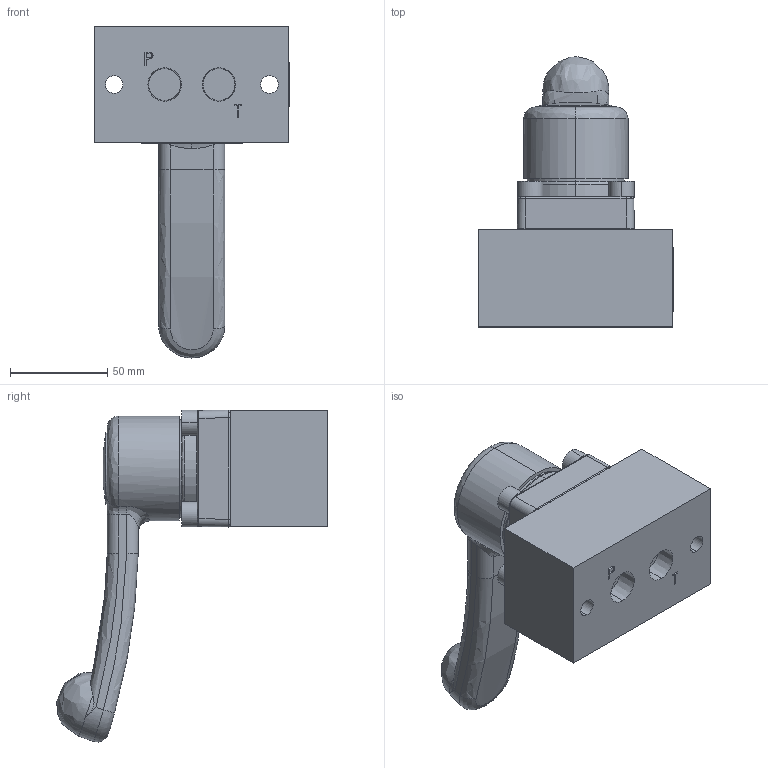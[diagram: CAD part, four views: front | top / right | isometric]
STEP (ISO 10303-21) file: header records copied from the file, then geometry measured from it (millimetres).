
FILE_DESCRIPTION (( 'STEP AP214' ), '1' );
FILE_NAME ('61945_HSV700-6-3_2-Q-HR-V.STEP', '2014-07-14T12:19:07', ( 'admin' ), ( '' ), 'SwSTEP 2.0', 'SolidWorks 2012', '' );
FILE_SCHEMA (( 'AUTOMOTIVE_DESIGN' ));
Length unit declared in the file: millimetre
Products named in the file (1): 61945_HSV700-6-3_2-Q-HR-V
Bounding box: 100.2 x 139.43 x 171.02 mm (x, y, z)
Volume: 520362.9 mm3; surface area: 65736.8 mm2
Topology: 2 solids, 7 shells, 545 faces, 1378 edges, 891 vertices
Faces by surface type: plane 351, bspline 91, cylinder 79, cone 24
Entity records: 24459 total; most frequent: CARTESIAN_POINT 5850, ORIENTED_EDGE 2732, DIRECTION 2307, EDGE_CURVE 1366, LINE 963, VECTOR 963, VERTEX_POINT 891, AXIS2_PLACEMENT_3D 672
